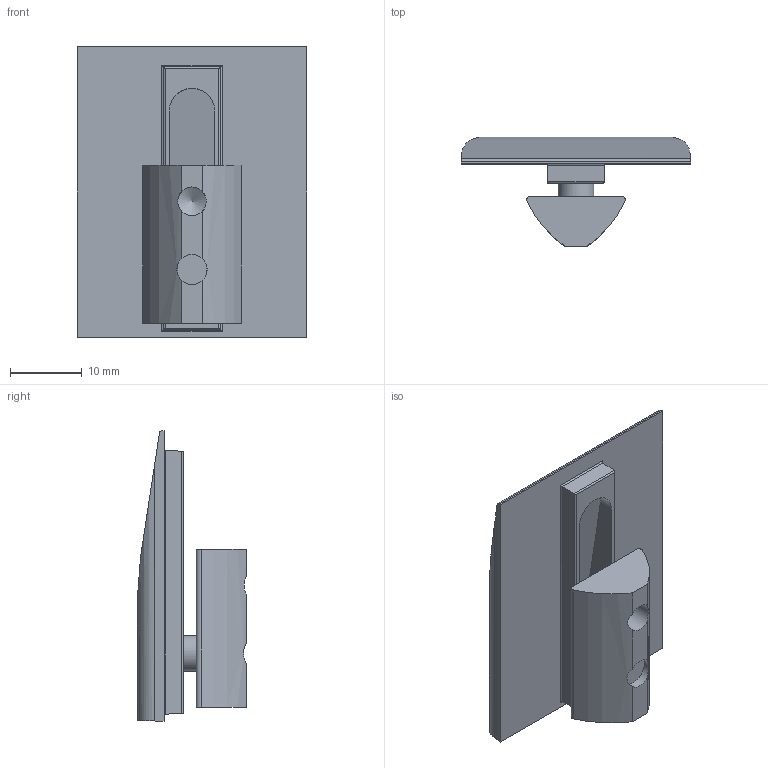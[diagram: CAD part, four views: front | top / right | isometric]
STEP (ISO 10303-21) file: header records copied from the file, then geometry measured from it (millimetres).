
FILE_DESCRIPTION(('STEP AP203'),'1');
FILE_NAME('MOOV00E6402.stp','2023-10-04T07:18:56',(' '),(' '),'Spatial InterOp 3D',' ',' ');
FILE_SCHEMA(('CONFIG_CONTROL_DESIGN'));
Length unit declared in the file: millimetre
Products named in the file (5): Kit de fixation; Vis FHC - M5x14; Écrou 8 St M5; Entrée profilé de glissement pour rail a galet 8 40x40; plaque
Assembly tree (4 placements, depth 3):
  Entrée profilé de glissement pour rail a galet 8 40x40
    Kit de fixation
      Vis FHC - M5x14
      Écrou 8 St M5
    plaque
Bounding box: 32 x 15.2 x 40.5 mm (x, y, z)
Volume: 5534.3 mm3; surface area: 4714.7 mm2
Topology: 3 solids, 3 shells, 59 faces, 144 edges, 91 vertices
Faces by surface type: plane 29, cylinder 24, cone 6
Full cylindrical faces by diameter (mm): 4 x1, 4.2 x1, 5 x2, 9.43 x1, 10.5 x1
Entity records: 2505 total; most frequent: CARTESIAN_POINT 431, DIRECTION 285, ORIENTED_EDGE 254, EDGE_CURVE 127, AXIS2_PLACEMENT_3D 106, VERTEX_POINT 88, PROPERTY_DEFINITION_REPRESENTATION 82, GENERAL_PROPERTY_ASSOCIATION 82
